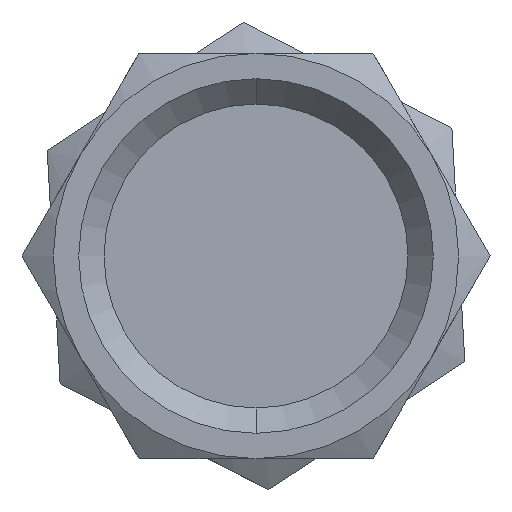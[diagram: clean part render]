
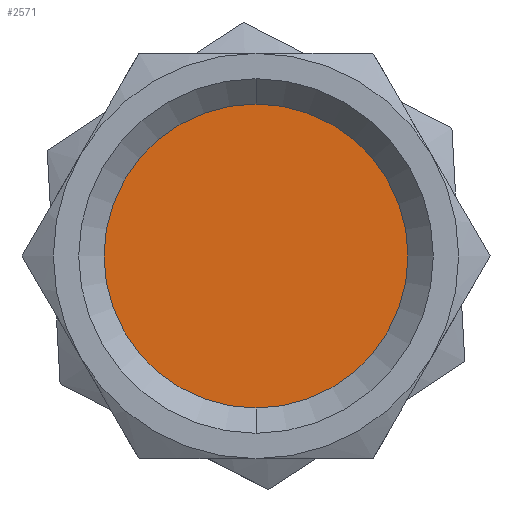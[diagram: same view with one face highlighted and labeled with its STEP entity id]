
A CAD part, front view. The second image highlights one B-rep face of the part: STEP entity #2571.
In plain terms, the highlighted planar face has unit normal (0, -1, 0).
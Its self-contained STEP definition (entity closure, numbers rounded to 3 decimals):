
#118 = DIRECTION ( 'NONE',  ( 0., -1., 0. ) ) ;
#214 = CARTESIAN_POINT ( 'NONE',  ( 0., 15., -9. ) ) ;
#219 = AXIS2_PLACEMENT_3D ( 'NONE', #317, #540, #993 ) ;
#311 = AXIS2_PLACEMENT_3D ( 'NONE', #324, #118, #1652 ) ;
#317 = CARTESIAN_POINT ( 'NONE',  ( 0., 15., 0. ) ) ;
#324 = CARTESIAN_POINT ( 'NONE',  ( 0., 15., 0. ) ) ;
#540 = DIRECTION ( 'NONE',  ( 0., -1., 0. ) ) ;
#567 = CARTESIAN_POINT ( 'NONE',  ( 0., 15., 9. ) ) ;
#618 = AXIS2_PLACEMENT_3D ( 'NONE', #1494, #2356, #1063 ) ;
#652 = EDGE_LOOP ( 'NONE', ( #2444, #732 ) ) ;
#732 = ORIENTED_EDGE ( 'NONE', *, *, #2629, .T. ) ;
#993 = DIRECTION ( 'NONE',  ( 0., 0., -1. ) ) ;
#1063 = DIRECTION ( 'NONE',  ( 0., 0., -1. ) ) ;
#1156 = EDGE_CURVE ( 'NONE', #1500, #2642, #2620, .T. ) ;
#1324 = CIRCLE ( 'NONE', #311, 9. ) ;
#1494 = CARTESIAN_POINT ( 'NONE',  ( 0., 15., 0. ) ) ;
#1500 = VERTEX_POINT ( 'NONE', #214 ) ;
#1635 = PLANE ( 'NONE',  #219 ) ;
#1652 = DIRECTION ( 'NONE',  ( 0., 0., -1. ) ) ;
#1745 = FACE_OUTER_BOUND ( 'NONE', #652, .T. ) ;
#2356 = DIRECTION ( 'NONE',  ( 0., -1., 0. ) ) ;
#2444 = ORIENTED_EDGE ( 'NONE', *, *, #1156, .T. ) ;
#2571 = ADVANCED_FACE ( 'NONE', ( #1745 ), #1635, .T. ) ;
#2620 = CIRCLE ( 'NONE', #618, 9. ) ;
#2629 = EDGE_CURVE ( 'NONE', #2642, #1500, #1324, .T. ) ;
#2642 = VERTEX_POINT ( 'NONE', #567 ) ;
